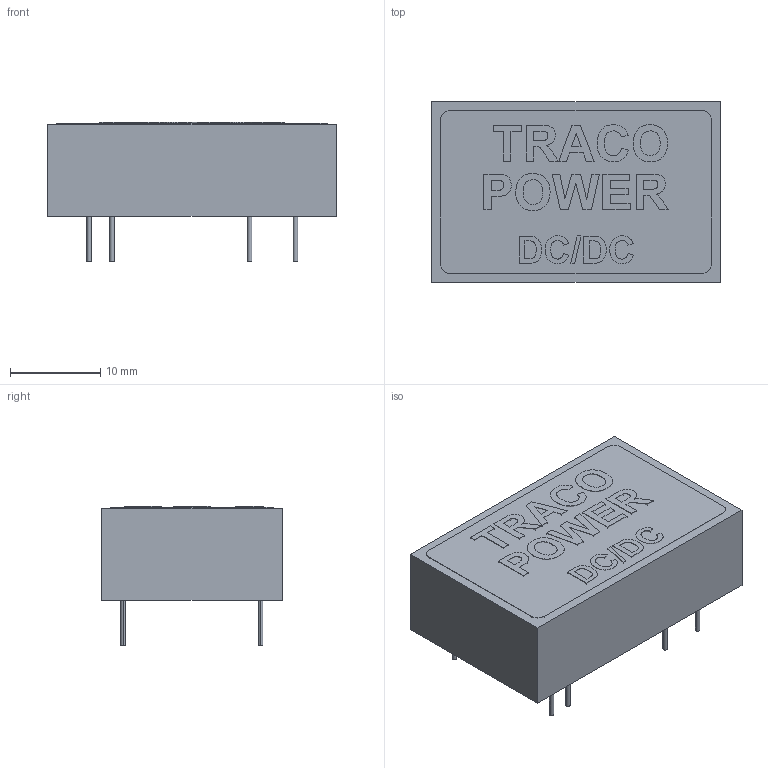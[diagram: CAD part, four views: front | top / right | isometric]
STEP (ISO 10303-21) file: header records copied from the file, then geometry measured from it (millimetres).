
FILE_DESCRIPTION(/* description */ (''),/* implementation_level */ '2;1');
FILE_NAME(/* name */ 'TEN3-2~1',/* time_stamp */ '2020-03-11T14:09:04-03:00',/* author */ (''),/* organization */ (''),/* preprocessor_version */ 'ST-DEVELOPER v14',/* originating_system */ '',/* authorisation */ '');
FILE_SCHEMA (('CONFIG_CONTROL_DESIGN'));
Length unit declared in the file: millimetre
Products named in the file (1): Document
Bounding box: 32 x 20 x 15.4 mm (x, y, z)
Volume: 6835.7 mm3; surface area: 3854.3 mm2
Topology: 25 solids, 25 shells, 181 faces, 393 edges, 262 vertices
Faces by surface type: plane 102, bspline 79
Entity records: 6254 total; most frequent: CARTESIAN_POINT 3416, ORIENTED_EDGE 786, EDGE_CURVE 393, B_SPLINE_CURVE_WITH_KNOTS 321, VERTEX_POINT 262, EDGE_LOOP 197, ADVANCED_FACE 181, FACE_OUTER_BOUND 181
